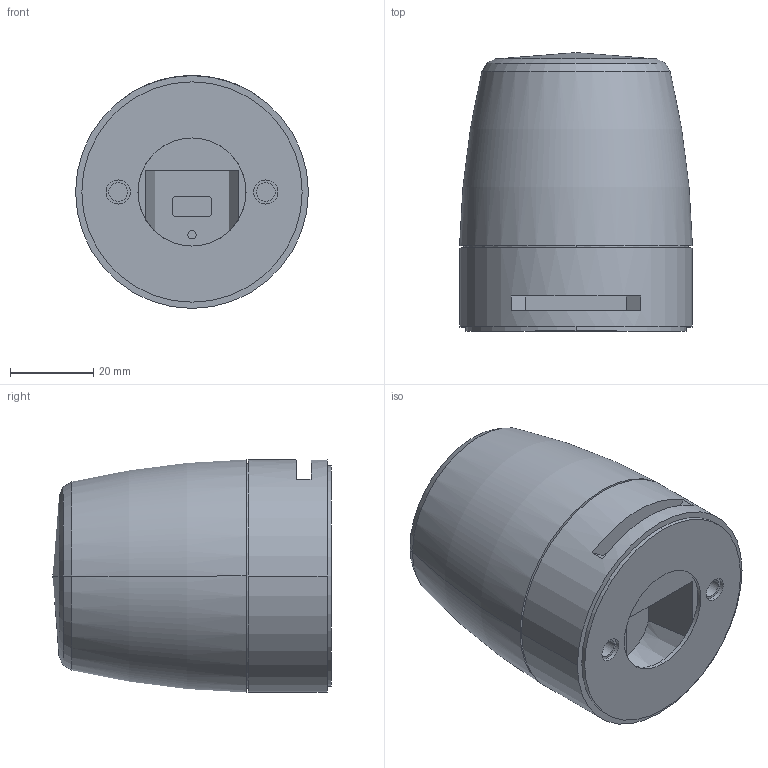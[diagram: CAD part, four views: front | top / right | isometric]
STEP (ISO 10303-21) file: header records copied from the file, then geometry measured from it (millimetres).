
FILE_DESCRIPTION (( 'STEP AP203' ), '1' );
FILE_NAME ('NE-USB(01)-01.STEP', '2022-01-27T03:03:29', ( '' ), ( '' ), 'SwSTEP 2.0', 'SolidWorks 2019', '' );
FILE_SCHEMA (( 'CONFIG_CONTROL_DESIGN' ));
Length unit declared in the file: millimetre
Products named in the file (1): NE-USB(01)-01
Bounding box: 56 x 67 x 56 mm (x, y, z)
Volume: 137785.9 mm3; surface area: 17032.6 mm2
Topology: 1 solids, 1 shells, 58 faces, 130 edges, 83 vertices
Faces by surface type: plane 25, cylinder 23, cone 8, torus 2
Entity records: 1759 total; most frequent: CARTESIAN_POINT 342, DIRECTION 304, ORIENTED_EDGE 256, EDGE_CURVE 128, AXIS2_PLACEMENT_3D 121, VERTEX_POINT 83, EDGE_LOOP 69, CIRCLE 62
